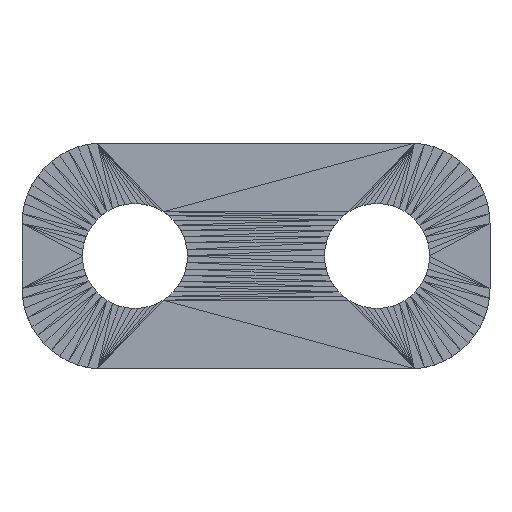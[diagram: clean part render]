
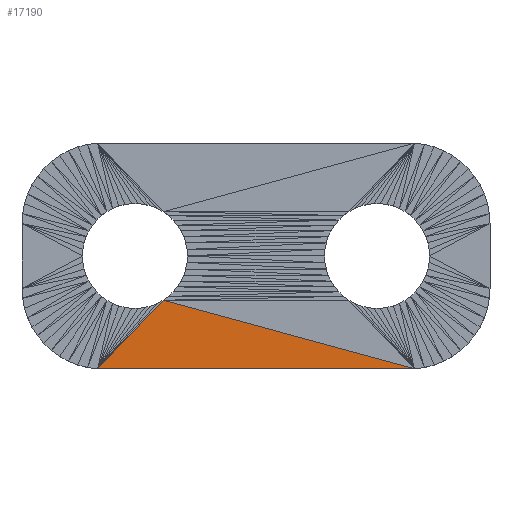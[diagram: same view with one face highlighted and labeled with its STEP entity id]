
A CAD part, top view. The second image highlights one B-rep face of the part: STEP entity #17190.
In plain terms, the highlighted planar face has unit normal (0, 0, 1).
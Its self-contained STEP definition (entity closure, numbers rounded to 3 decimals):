
#12929 = VERTEX_POINT('',#12930);
#12930 = CARTESIAN_POINT('',(-5.759,-2.744,3.));
#13086 = PLANE('',#13087);
#13087 = AXIS2_PLACEMENT_3D('',#13088,#13089,#13090);
#13088 = CARTESIAN_POINT('',(-7.805,-4.843,3.));
#13089 = DIRECTION('',(0.,0.,1.));
#13090 = DIRECTION('',(1.,0.,0.));
#16305 = VERTEX_POINT('',#16306);
#16306 = CARTESIAN_POINT('',(9.814,-6.99,3.));
#16552 = PLANE('',#16553);
#16553 = AXIS2_PLACEMENT_3D('',#16554,#16555,#16556);
#16554 = CARTESIAN_POINT('',(2.34,-4.138,3.));
#16555 = DIRECTION('',(0.,0.,1.));
#16556 = DIRECTION('',(1.,0.,-0.));
#16986 = EDGE_CURVE('',#12929,#16305,#16987,.T.);
#16987 = SURFACE_CURVE('',#16988,(#16992,#16999),.PCURVE_S1.);
#16988 = LINE('',#16989,#16990);
#16989 = CARTESIAN_POINT('',(-5.759,-2.744,3.));
#16990 = VECTOR('',#16991,1.);
#16991 = DIRECTION('',(0.965,-0.263,0.));
#16992 = PCURVE('',#16552,#16993);
#16993 = DEFINITIONAL_REPRESENTATION('',(#16994),#16998);
#16994 = LINE('',#16995,#16996);
#16995 = CARTESIAN_POINT('',(-8.098,1.394));
#16996 = VECTOR('',#16997,1.);
#16997 = DIRECTION('',(0.965,-0.263));
#16998 = ( GEOMETRIC_REPRESENTATION_CONTEXT(2) 
PARAMETRIC_REPRESENTATION_CONTEXT() REPRESENTATION_CONTEXT('2D SPACE',''
  ) );
#16999 = PCURVE('',#17000,#17005);
#17000 = PLANE('',#17001);
#17001 = AXIS2_PLACEMENT_3D('',#17002,#17003,#17004);
#17002 = CARTESIAN_POINT('',(-0.312,-5.868,3.));
#17003 = DIRECTION('',(0.,0.,1.));
#17004 = DIRECTION('',(1.,0.,-0.));
#17005 = DEFINITIONAL_REPRESENTATION('',(#17006),#17010);
#17006 = LINE('',#17007,#17008);
#17007 = CARTESIAN_POINT('',(-5.447,3.124));
#17008 = VECTOR('',#17009,1.);
#17009 = DIRECTION('',(0.965,-0.263));
#17010 = ( GEOMETRIC_REPRESENTATION_CONTEXT(2) 
PARAMETRIC_REPRESENTATION_CONTEXT() REPRESENTATION_CONTEXT('2D SPACE',''
  ) );
#17016 = EDGE_CURVE('',#17017,#12929,#17019,.T.);
#17017 = VERTEX_POINT('',#17018);
#17018 = CARTESIAN_POINT('',(-9.814,-6.99,3.));
#17019 = SURFACE_CURVE('',#17020,(#17024,#17031),.PCURVE_S1.);
#17020 = LINE('',#17021,#17022);
#17021 = CARTESIAN_POINT('',(-9.814,-6.99,3.));
#17022 = VECTOR('',#17023,1.);
#17023 = DIRECTION('',(0.691,0.723,0.));
#17024 = PCURVE('',#13086,#17025);
#17025 = DEFINITIONAL_REPRESENTATION('',(#17026),#17030);
#17026 = LINE('',#17027,#17028);
#17027 = CARTESIAN_POINT('',(-2.008,-2.147));
#17028 = VECTOR('',#17029,1.);
#17029 = DIRECTION('',(0.691,0.723));
#17030 = ( GEOMETRIC_REPRESENTATION_CONTEXT(2) 
PARAMETRIC_REPRESENTATION_CONTEXT() REPRESENTATION_CONTEXT('2D SPACE',''
  ) );
#17031 = PCURVE('',#17000,#17032);
#17032 = DEFINITIONAL_REPRESENTATION('',(#17033),#17037);
#17033 = LINE('',#17034,#17035);
#17034 = CARTESIAN_POINT('',(-9.502,-1.122));
#17035 = VECTOR('',#17036,1.);
#17036 = DIRECTION('',(0.691,0.723));
#17037 = ( GEOMETRIC_REPRESENTATION_CONTEXT(2) 
PARAMETRIC_REPRESENTATION_CONTEXT() REPRESENTATION_CONTEXT('2D SPACE',''
  ) );
#17190 = ADVANCED_FACE('',(#17191),#17000,.T.);
#17191 = FACE_BOUND('',#17192,.T.);
#17192 = EDGE_LOOP('',(#17193,#17194,#17220));
#17193 = ORIENTED_EDGE('',*,*,#17016,.F.);
#17194 = ORIENTED_EDGE('',*,*,#17195,.T.);
#17195 = EDGE_CURVE('',#17017,#16305,#17196,.T.);
#17196 = SURFACE_CURVE('',#17197,(#17201,#17208),.PCURVE_S1.);
#17197 = LINE('',#17198,#17199);
#17198 = CARTESIAN_POINT('',(-9.814,-6.99,3.));
#17199 = VECTOR('',#17200,1.);
#17200 = DIRECTION('',(1.,0.,0.));
#17201 = PCURVE('',#17000,#17202);
#17202 = DEFINITIONAL_REPRESENTATION('',(#17203),#17207);
#17203 = LINE('',#17204,#17205);
#17204 = CARTESIAN_POINT('',(-9.502,-1.122));
#17205 = VECTOR('',#17206,1.);
#17206 = DIRECTION('',(1.,0.));
#17207 = ( GEOMETRIC_REPRESENTATION_CONTEXT(2) 
PARAMETRIC_REPRESENTATION_CONTEXT() REPRESENTATION_CONTEXT('2D SPACE',''
  ) );
#17208 = PCURVE('',#17209,#17214);
#17209 = PLANE('',#17210);
#17210 = AXIS2_PLACEMENT_3D('',#17211,#17212,#17213);
#17211 = CARTESIAN_POINT('',(-0.693,-6.99,
    2.193));
#17212 = DIRECTION('',(0.,-1.,0.));
#17213 = DIRECTION('',(0.,0.,-1.));
#17214 = DEFINITIONAL_REPRESENTATION('',(#17215),#17219);
#17215 = LINE('',#17216,#17217);
#17216 = CARTESIAN_POINT('',(-0.807,-9.121));
#17217 = VECTOR('',#17218,1.);
#17218 = DIRECTION('',(0.,1.));
#17219 = ( GEOMETRIC_REPRESENTATION_CONTEXT(2) 
PARAMETRIC_REPRESENTATION_CONTEXT() REPRESENTATION_CONTEXT('2D SPACE',''
  ) );
#17220 = ORIENTED_EDGE('',*,*,#16986,.F.);
